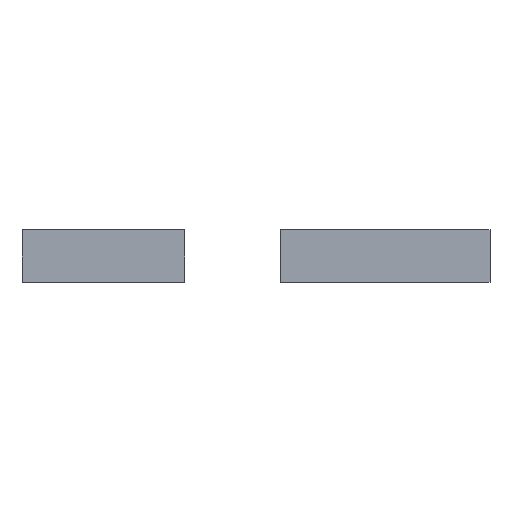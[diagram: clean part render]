
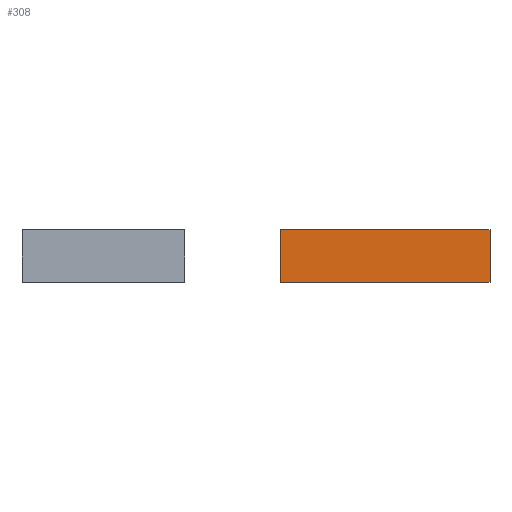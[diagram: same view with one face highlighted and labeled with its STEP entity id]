
A CAD part, top view. The second image highlights one B-rep face of the part: STEP entity #308.
In plain terms, the highlighted planar face has unit normal (0, 0, 1).
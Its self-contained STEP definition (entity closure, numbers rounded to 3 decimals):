
#77=B_SPLINE_CURVE_WITH_KNOTS('',1,(#4126,#4127),.UNSPECIFIED.,.F.,.F.,
(2,2),(0.,1800.),.UNSPECIFIED.);
#81=B_SPLINE_CURVE_WITH_KNOTS('',1,(#4134,#4135),.UNSPECIFIED.,.F.,.F.,
(2,2),(1800.,2250.),.UNSPECIFIED.);
#84=B_SPLINE_CURVE_WITH_KNOTS('',1,(#4140,#4141),.UNSPECIFIED.,.F.,.F.,
(2,2),(2250.,4050.),.UNSPECIFIED.);
#86=B_SPLINE_CURVE_WITH_KNOTS('',1,(#4144,#4145),.UNSPECIFIED.,.F.,.F.,
(2,2),(4050.,4500.),.UNSPECIFIED.);
#308=ADVANCED_FACE('',(#500),#2706,.T.);
#500=FACE_OUTER_BOUND('',#692,.T.);
#692=EDGE_LOOP('',(#1217,#1218,#1219,#1220));
#1217=ORIENTED_EDGE('',*,*,#1859,.T.);
#1218=ORIENTED_EDGE('',*,*,#1863,.T.);
#1219=ORIENTED_EDGE('',*,*,#1866,.T.);
#1220=ORIENTED_EDGE('',*,*,#1868,.T.);
#1859=EDGE_CURVE('',#2512,#2511,#77,.T.);
#1863=EDGE_CURVE('',#2511,#2514,#81,.T.);
#1866=EDGE_CURVE('',#2514,#2516,#84,.T.);
#1868=EDGE_CURVE('',#2516,#2512,#86,.T.);
#2511=VERTEX_POINT('',#4116);
#2512=VERTEX_POINT('',#4117);
#2514=VERTEX_POINT('',#4119);
#2516=VERTEX_POINT('',#4121);
#2706=PLANE('',#2982);
#2982=AXIS2_PLACEMENT_3D('',#4113,#3078,$);
#3078=DIRECTION('',(0.,0.,1.));
#4113=CARTESIAN_POINT('',(-2419.389,-778.907,739.286));
#4116=CARTESIAN_POINT('',(-619.389,-778.907,739.286));
#4117=CARTESIAN_POINT('',(-2419.389,-778.907,739.286));
#4119=CARTESIAN_POINT('',(-619.389,-328.907,739.286));
#4121=CARTESIAN_POINT('',(-2419.389,-328.907,739.286));
#4126=CARTESIAN_POINT('',(-2419.389,-778.907,739.286));
#4127=CARTESIAN_POINT('',(-619.389,-778.907,739.286));
#4134=CARTESIAN_POINT('',(-619.389,-778.907,739.286));
#4135=CARTESIAN_POINT('',(-619.389,-328.907,739.286));
#4140=CARTESIAN_POINT('',(-619.389,-328.907,739.286));
#4141=CARTESIAN_POINT('',(-2419.389,-328.907,739.286));
#4144=CARTESIAN_POINT('',(-2419.389,-328.907,739.286));
#4145=CARTESIAN_POINT('',(-2419.389,-778.907,739.286));
